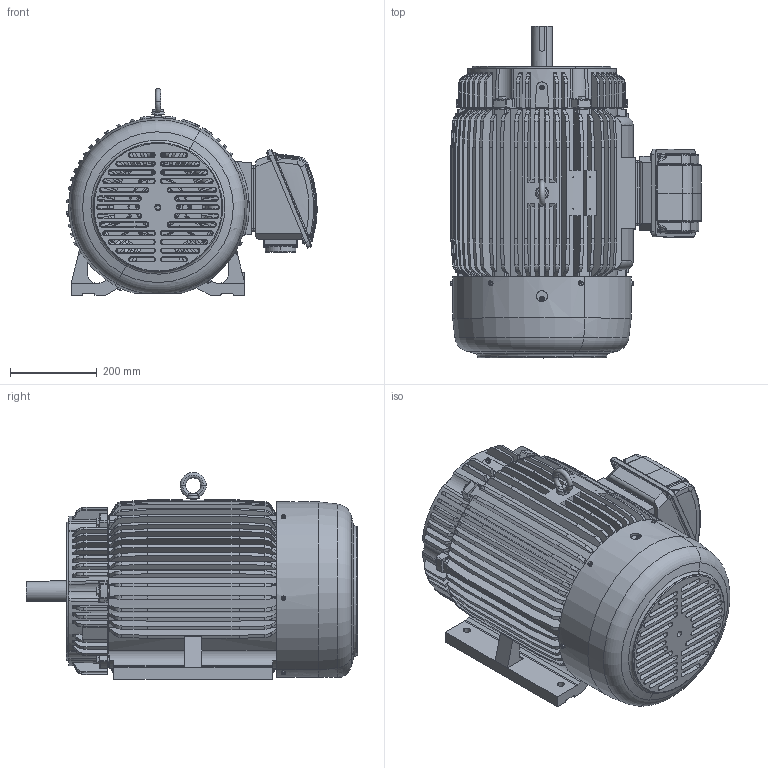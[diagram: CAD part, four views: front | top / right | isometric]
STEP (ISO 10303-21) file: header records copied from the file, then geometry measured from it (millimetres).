
FILE_DESCRIPTION(('CATIA V5 STEP Exchange'),'2;1');
FILE_NAME('326TS-HV-CF_AllCATPart.stp','2012-08-25T03:30:12+00:00',('none'),('none'),'CATIA Version 5 Release 19 SP 9 (IN-10)','CATIA V5 STEP AP203','none');
FILE_SCHEMA(('CONFIG_CONTROL_DESIGN'));
Length unit declared in the file: millimetre
Products named in the file (1): 326TS-HV-CF_AllCATPart
Bounding box: 576.11 x 763.5 x 476.2 mm (x, y, z)
Volume: 24122360.4 mm3; surface area: 4462356.2 mm2
Topology: 49 solids, 49 shells, 4157 faces, 11238 edges, 7256 vertices
Faces by surface type: plane 1395, torus 915, cylinder 867, cone 678, bspline 270, sphere 24, revolution 8
Entity records: 156755 total; most frequent: CARTESIAN_POINT 68477, ORIENTED_EDGE 22368, DIRECTION 11349, EDGE_CURVE 11184, VERTEX_POINT 7256, AXIS2_PLACEMENT_3D 5961, EDGE_LOOP 4500, ADVANCED_FACE 4157
